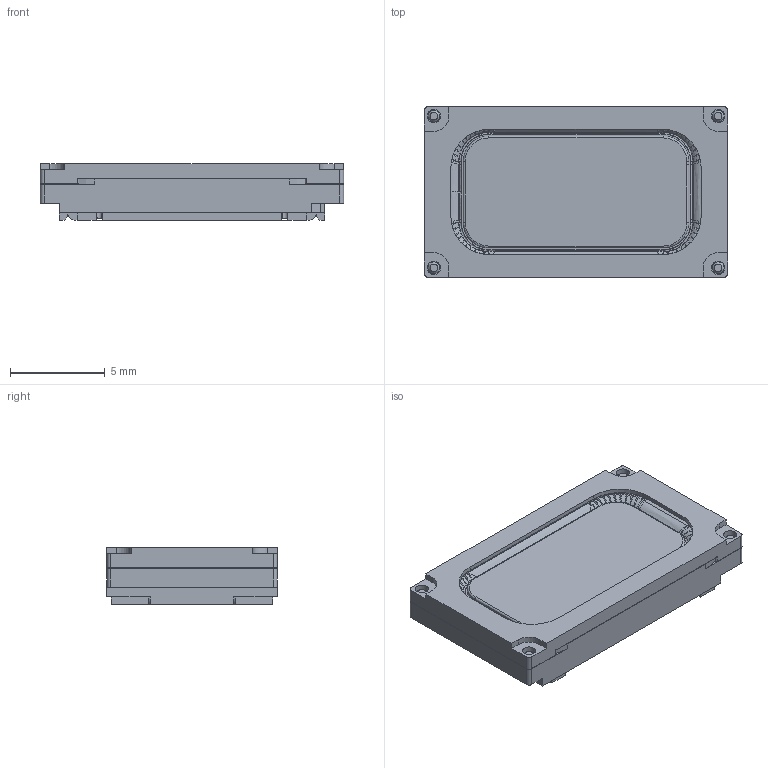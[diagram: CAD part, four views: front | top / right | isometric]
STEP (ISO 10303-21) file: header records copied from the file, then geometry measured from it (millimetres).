
FILE_DESCRIPTION(/* description */ (''),/* implementation_level */ '2;1');
FILE_NAME(/* name */ 'CUI - CMS-16093-078SP.step',/* time_stamp */ '2020-08-27T23:07:14+01:00',/* author */ (''),/* organization */ (''),/* preprocessor_version */ 'ST-DEVELOPER v18.1',/* originating_system */ 'Autodesk Translation Framework v9.3.0.1241',/* authorisation */ '');
FILE_SCHEMA (('AUTOMOTIVE_DESIGN { 1 0 10303 214 3 1 1 }'));
Length unit declared in the file: millimetre
Products named in the file (1): CUI -  CMS-16093-078SP
Bounding box: 16 x 9 x 3 mm (x, y, z)
Volume: 203.9 mm3; surface area: 951.5 mm2
Topology: 1 solids, 3 shells, 767 faces, 1971 edges, 1197 vertices
Faces by surface type: bspline 409, plane 255, cylinder 91, cone 8, torus 4
Full cylindrical faces by diameter (mm): 0.6 x4, 0.7 x4
Entity records: 37949 total; most frequent: CARTESIAN_POINT 21146, ORIENTED_EDGE 3942, DIRECTION 2406, EDGE_CURVE 1971, VERTEX_POINT 1197, LINE 934, VECTOR 934, EDGE_LOOP 788
